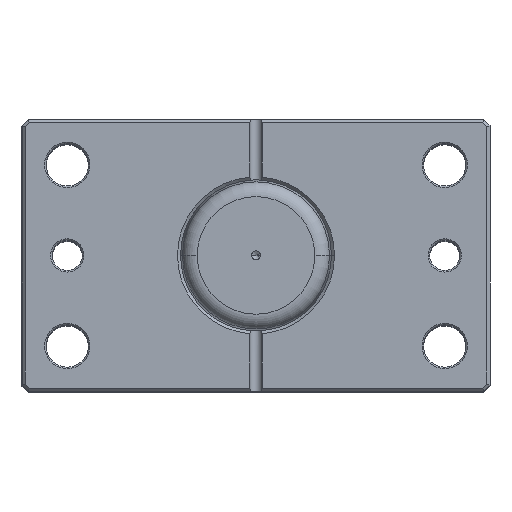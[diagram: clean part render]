
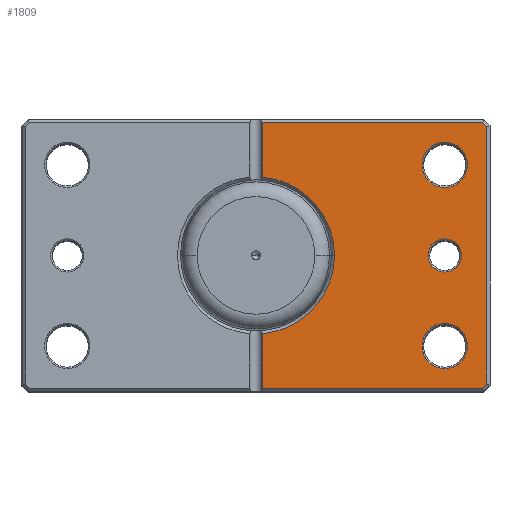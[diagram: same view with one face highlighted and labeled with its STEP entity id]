
A CAD part, top view. The second image highlights one B-rep face of the part: STEP entity #1809.
In plain terms, the highlighted face is planar.
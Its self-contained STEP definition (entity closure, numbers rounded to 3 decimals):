
#106 = DIRECTION ( 'NONE',  ( 1., 0., 0. ) ) ;
#156 = VERTEX_POINT ( 'NONE', #2683 ) ;
#248 = CARTESIAN_POINT ( 'NONE',  ( -55., 30., 0. ) ) ;
#279 = FACE_BOUND ( 'NONE', #3635, .T. ) ;
#335 = VERTEX_POINT ( 'NONE', #248 ) ;
#443 = EDGE_CURVE ( 'NONE', #5362, #3733, #4022, .T. ) ;
#485 = ORIENTED_EDGE ( 'NONE', *, *, #4233, .T. ) ;
#492 = VERTEX_POINT ( 'NONE', #3742 ) ;
#580 = EDGE_CURVE ( 'NONE', #4678, #156, #2805, .T. ) ;
#589 = CARTESIAN_POINT ( 'NONE',  ( -70., 30., 0. ) ) ;
#627 = DIRECTION ( 'NONE',  ( -1., 0., 0. ) ) ;
#637 = CARTESIAN_POINT ( 'NONE',  ( -62.5, -30., 0. ) ) ;
#723 = CARTESIAN_POINT ( 'NONE',  ( -55., -30., 0. ) ) ;
#841 = VERTEX_POINT ( 'NONE', #1117 ) ;
#861 = CIRCLE ( 'NONE', #4950, 26. ) ;
#875 = CARTESIAN_POINT ( 'NONE',  ( -76.5, 42.586, 0. ) ) ;
#902 = ORIENTED_EDGE ( 'NONE', *, *, #2096, .T. ) ;
#964 = DIRECTION ( 'NONE',  ( 1., 0., 0. ) ) ;
#1117 = CARTESIAN_POINT ( 'NONE',  ( -2., -25.923, 0. ) ) ;
#1123 = CARTESIAN_POINT ( 'NONE',  ( -2., 45., 0. ) ) ;
#1136 = ORIENTED_EDGE ( 'NONE', *, *, #443, .T. ) ;
#1154 = DIRECTION ( 'NONE',  ( 1., 0., 0. ) ) ;
#1155 = ORIENTED_EDGE ( 'NONE', *, *, #2472, .T. ) ;
#1268 = CARTESIAN_POINT ( 'NONE',  ( -62.5, 0., 0. ) ) ;
#1299 = ORIENTED_EDGE ( 'NONE', *, *, #4059, .T. ) ;
#1346 = CARTESIAN_POINT ( 'NONE',  ( 0., 0., 0. ) ) ;
#1400 = VERTEX_POINT ( 'NONE', #7037 ) ;
#1488 = AXIS2_PLACEMENT_3D ( 'NONE', #1777, #2237, #2308 ) ;
#1552 = ORIENTED_EDGE ( 'NONE', *, *, #3444, .T. ) ;
#1608 = EDGE_CURVE ( 'NONE', #3192, #3209, #7001, .T. ) ;
#1641 = CARTESIAN_POINT ( 'NONE',  ( -2., 45., 0. ) ) ;
#1651 = DIRECTION ( 'NONE',  ( 0., 0., 1. ) ) ;
#1687 = CARTESIAN_POINT ( 'NONE',  ( -59.543, 59.543, 0. ) ) ;
#1756 = EDGE_CURVE ( 'NONE', #5777, #4369, #3146, .T. ) ;
#1777 = CARTESIAN_POINT ( 'NONE',  ( -62.5, -30., 0. ) ) ;
#1809 = ADVANCED_FACE ( 'NONE', ( #279, #4275, #2974, #2810 ), #3768, .F. ) ;
#1814 = AXIS2_PLACEMENT_3D ( 'NONE', #637, #4437, #1154 ) ;
#1825 = DIRECTION ( 'NONE',  ( 1., 0., 0. ) ) ;
#1882 = EDGE_CURVE ( 'NONE', #156, #4410, #2140, .T. ) ;
#1905 = CARTESIAN_POINT ( 'NONE',  ( 0., 44., 0. ) ) ;
#1994 = DIRECTION ( 'NONE',  ( 0., 0., 1. ) ) ;
#2000 = VECTOR ( 'NONE', #6345, 1000. ) ;
#2012 = DIRECTION ( 'NONE',  ( 0., 0., 1. ) ) ;
#2096 = EDGE_CURVE ( 'NONE', #4369, #492, #3497, .T. ) ;
#2101 = DIRECTION ( 'NONE',  ( 0., 1., 0. ) ) ;
#2140 = LINE ( 'NONE', #4777, #6229 ) ;
#2200 = DIRECTION ( 'NONE',  ( 0., -1., 0. ) ) ;
#2237 = DIRECTION ( 'NONE',  ( 0., 0., 1. ) ) ;
#2308 = DIRECTION ( 'NONE',  ( 1., 0., 0. ) ) ;
#2375 = VECTOR ( 'NONE', #5567, 1000. ) ;
#2404 = AXIS2_PLACEMENT_3D ( 'NONE', #1268, #5134, #1825 ) ;
#2422 = EDGE_CURVE ( 'NONE', #841, #1400, #3052, .T. ) ;
#2456 = AXIS2_PLACEMENT_3D ( 'NONE', #1346, #2012, #964 ) ;
#2472 = EDGE_CURVE ( 'NONE', #4410, #6463, #3850, .T. ) ;
#2660 = CIRCLE ( 'NONE', #2404, 5.5 ) ;
#2683 = CARTESIAN_POINT ( 'NONE',  ( -76.5, -42.586, 0. ) ) ;
#2805 = LINE ( 'NONE', #5036, #5788 ) ;
#2810 = FACE_OUTER_BOUND ( 'NONE', #6669, .T. ) ;
#2834 = CIRCLE ( 'NONE', #1814, 7.5 ) ;
#2855 = EDGE_LOOP ( 'NONE', ( #1299, #5705 ) ) ;
#2897 = AXIS2_PLACEMENT_3D ( 'NONE', #6350, #6244, #5871 ) ;
#2917 = CARTESIAN_POINT ( 'NONE',  ( -62.5, 0., 0. ) ) ;
#2936 = DIRECTION ( 'NONE',  ( 0., 0., 1. ) ) ;
#2958 = DIRECTION ( 'NONE',  ( 1., 0., 0. ) ) ;
#2974 = FACE_BOUND ( 'NONE', #2855, .T. ) ;
#3008 = CARTESIAN_POINT ( 'NONE',  ( -2., 25.923, 0. ) ) ;
#3045 = ORIENTED_EDGE ( 'NONE', *, *, #2422, .T. ) ;
#3052 = LINE ( 'NONE', #1641, #4175 ) ;
#3146 = LINE ( 'NONE', #1123, #6142 ) ;
#3192 = VERTEX_POINT ( 'NONE', #5630 ) ;
#3209 = VERTEX_POINT ( 'NONE', #723 ) ;
#3339 = DIRECTION ( 'NONE',  ( 0., 0., 1. ) ) ;
#3432 = ORIENTED_EDGE ( 'NONE', *, *, #1608, .T. ) ;
#3444 = EDGE_CURVE ( 'NONE', #6463, #5777, #6260, .T. ) ;
#3484 = CARTESIAN_POINT ( 'NONE',  ( -2., 44., 0. ) ) ;
#3497 = CIRCLE ( 'NONE', #2897, 26. ) ;
#3635 = EDGE_LOOP ( 'NONE', ( #485, #1136 ) ) ;
#3700 = CIRCLE ( 'NONE', #5142, 7.5 ) ;
#3733 = VERTEX_POINT ( 'NONE', #3925 ) ;
#3742 = CARTESIAN_POINT ( 'NONE',  ( -26., 0., 0. ) ) ;
#3768 = PLANE ( 'NONE',  #2456 ) ;
#3850 = LINE ( 'NONE', #1687, #2375 ) ;
#3861 = DIRECTION ( 'NONE',  ( 0., -1., 0. ) ) ;
#3886 = CARTESIAN_POINT ( 'NONE',  ( 0., -44., 0. ) ) ;
#3925 = CARTESIAN_POINT ( 'NONE',  ( -68., 0., 0. ) ) ;
#4022 = CIRCLE ( 'NONE', #5281, 5.5 ) ;
#4059 = EDGE_CURVE ( 'NONE', #4080, #335, #3700, .T. ) ;
#4080 = VERTEX_POINT ( 'NONE', #589 ) ;
#4175 = VECTOR ( 'NONE', #2200, 1000. ) ;
#4199 = AXIS2_PLACEMENT_3D ( 'NONE', #5294, #1994, #5884 ) ;
#4233 = EDGE_CURVE ( 'NONE', #3733, #5362, #2660, .T. ) ;
#4275 = FACE_BOUND ( 'NONE', #5888, .T. ) ;
#4369 = VERTEX_POINT ( 'NONE', #3008 ) ;
#4410 = VERTEX_POINT ( 'NONE', #875 ) ;
#4437 = DIRECTION ( 'NONE',  ( 0., 0., 1. ) ) ;
#4654 = ORIENTED_EDGE ( 'NONE', *, *, #5258, .T. ) ;
#4678 = VERTEX_POINT ( 'NONE', #6731 ) ;
#4777 = CARTESIAN_POINT ( 'NONE',  ( -76.5, 0., 0. ) ) ;
#4950 = AXIS2_PLACEMENT_3D ( 'NONE', #6703, #3339, #106 ) ;
#4963 = CARTESIAN_POINT ( 'NONE',  ( -62.5, 30., 0. ) ) ;
#4994 = EDGE_CURVE ( 'NONE', #335, #4080, #5168, .T. ) ;
#5036 = CARTESIAN_POINT ( 'NONE',  ( -59.543, -59.543, 0. ) ) ;
#5037 = ORIENTED_EDGE ( 'NONE', *, *, #6228, .T. ) ;
#5073 = CARTESIAN_POINT ( 'NONE',  ( -57., 0., 0. ) ) ;
#5134 = DIRECTION ( 'NONE',  ( 0., 0., 1. ) ) ;
#5142 = AXIS2_PLACEMENT_3D ( 'NONE', #4963, #1651, #5524 ) ;
#5168 = CIRCLE ( 'NONE', #4199, 7.5 ) ;
#5249 = VECTOR ( 'NONE', #627, 1000. ) ;
#5258 = EDGE_CURVE ( 'NONE', #1400, #4678, #6756, .T. ) ;
#5281 = AXIS2_PLACEMENT_3D ( 'NONE', #2917, #2936, #2958 ) ;
#5294 = CARTESIAN_POINT ( 'NONE',  ( -62.5, 30., 0. ) ) ;
#5298 = EDGE_CURVE ( 'NONE', #492, #841, #861, .T. ) ;
#5362 = VERTEX_POINT ( 'NONE', #5073 ) ;
#5524 = DIRECTION ( 'NONE',  ( 1., 0., 0. ) ) ;
#5567 = DIRECTION ( 'NONE',  ( 0.707, 0.707, 0. ) ) ;
#5581 = ORIENTED_EDGE ( 'NONE', *, *, #5298, .T. ) ;
#5630 = CARTESIAN_POINT ( 'NONE',  ( -70., -30., 0. ) ) ;
#5705 = ORIENTED_EDGE ( 'NONE', *, *, #4994, .T. ) ;
#5733 = DIRECTION ( 'NONE',  ( -0.707, 0.707, 0. ) ) ;
#5777 = VERTEX_POINT ( 'NONE', #3484 ) ;
#5786 = CARTESIAN_POINT ( 'NONE',  ( -75.086, 44., 0. ) ) ;
#5788 = VECTOR ( 'NONE', #5733, 1000. ) ;
#5871 = DIRECTION ( 'NONE',  ( 1., 0., 0. ) ) ;
#5884 = DIRECTION ( 'NONE',  ( 1., 0., 0. ) ) ;
#5888 = EDGE_LOOP ( 'NONE', ( #3432, #5037 ) ) ;
#6103 = ORIENTED_EDGE ( 'NONE', *, *, #1882, .T. ) ;
#6142 = VECTOR ( 'NONE', #3861, 1000. ) ;
#6228 = EDGE_CURVE ( 'NONE', #3209, #3192, #2834, .T. ) ;
#6229 = VECTOR ( 'NONE', #2101, 1000. ) ;
#6244 = DIRECTION ( 'NONE',  ( 0., 0., 1. ) ) ;
#6260 = LINE ( 'NONE', #1905, #2000 ) ;
#6345 = DIRECTION ( 'NONE',  ( 1., 0., 0. ) ) ;
#6350 = CARTESIAN_POINT ( 'NONE',  ( 0., 0., 0. ) ) ;
#6463 = VERTEX_POINT ( 'NONE', #5786 ) ;
#6669 = EDGE_LOOP ( 'NONE', ( #6724, #902, #5581, #3045, #4654, #6986, #6103, #1155, #1552 ) ) ;
#6703 = CARTESIAN_POINT ( 'NONE',  ( 0., 0., 0. ) ) ;
#6724 = ORIENTED_EDGE ( 'NONE', *, *, #1756, .T. ) ;
#6731 = CARTESIAN_POINT ( 'NONE',  ( -75.086, -44., 0. ) ) ;
#6756 = LINE ( 'NONE', #3886, #5249 ) ;
#6986 = ORIENTED_EDGE ( 'NONE', *, *, #580, .T. ) ;
#7001 = CIRCLE ( 'NONE', #1488, 7.5 ) ;
#7037 = CARTESIAN_POINT ( 'NONE',  ( -2., -44., 0. ) ) ;
